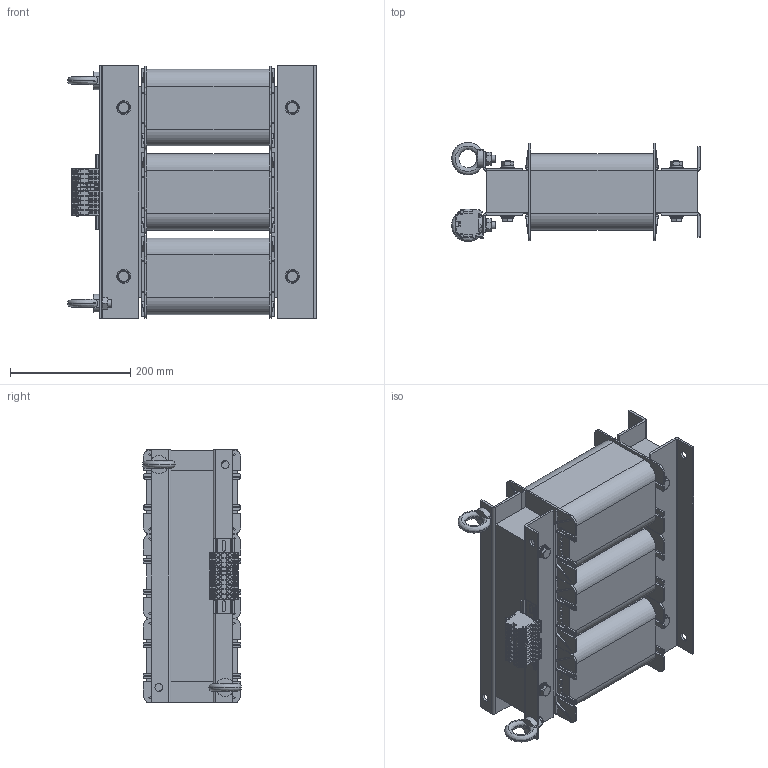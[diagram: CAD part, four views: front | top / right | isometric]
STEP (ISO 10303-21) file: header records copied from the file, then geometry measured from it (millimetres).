
FILE_DESCRIPTION(/* description */ (''),/* implementation_level */ '2;1');
FILE_NAME(/* name */ 'YD802755440.stp',/* time_stamp */ '2024-02-02T13:11:10+01:00',/* author */ ('velazquez'),/* organization */ (''),/* preprocessor_version */ 'ST-DEVELOPER v19.2',/* originating_system */ 'Autodesk Inventor 2023',/* authorisation */ '');
FILE_SCHEMA (('AUTOMOTIVE_DESIGN { 1 0 10303 214 3 1 1 }'));
Length unit declared in the file: millimetre
Products named in the file (17): YD802755440; 3UI210 350 x 350 - 70; UI 210_70_BOBINADO; RC70 NT070 INFERIOR; RC70 NT071 SUPERIOR; centrador M10; DIN 125 - A 10,5; DIN 933 - M10  x 95; DIN 934 - M10; DIN 580 - M12; DIN 934 - M12; USO MED FICHA 10 TRIF; carril 5 agujeros; FICHA 10 AM_VE; FICHA 4 BEIS; FICHA 10; FICHA 10 AZUL
Assembly tree (48 placements, depth 3):
  YD802755440
    3UI210 350 x 350 - 70
    UI 210_70_BOBINADO  x3
    RC70 NT070 INFERIOR  x2
    RC70 NT071 SUPERIOR  x2
    centrador M10  x8
    DIN 125 - A 10,5  x8
    DIN 933 - M10  x 95  x4
    DIN 934 - M10  x4
    DIN 580 - M12  x2
    DIN 934 - M12  x2
    USO MED FICHA 10 TRIF
      carril 5 agujeros
      FICHA 10 AM_VE
      FICHA 4 BEIS  x2
      FICHA 10  x6
      FICHA 10 AZUL
Bounding box: 413 x 163.89 x 420 mm (x, y, z)
Volume: 13920173.9 mm3; surface area: 1835968.8 mm2
Topology: 47 solids, 50 shells, 3796 faces, 10504 edges, 6905 vertices
Faces by surface type: plane 2710, cylinder 882, cone 126, torus 66, bspline 8, sphere 4
Full cylindrical faces by diameter (mm): 2.4 x20, 2.5 x20, 2.75 x20, 2.95 x4, 4.3 x4, 5.7 x16, 8.376 x4, 9.188 x4, 10 x12, 10.106 x2, 10.5 x8, 10.8 x2, 11.5 x8, 12 x2, 13 x8, 14 x4, 15 x10, 15.4 x4, 20 x8, 23 x8
Entity records: 49284 total; most frequent: CARTESIAN_POINT 8942, ORIENTED_EDGE 8206, DIRECTION 7950, EDGE_CURVE 4103, LINE 3230, VECTOR 3230, VERTEX_POINT 2694, AXIS2_PLACEMENT_3D 2360
